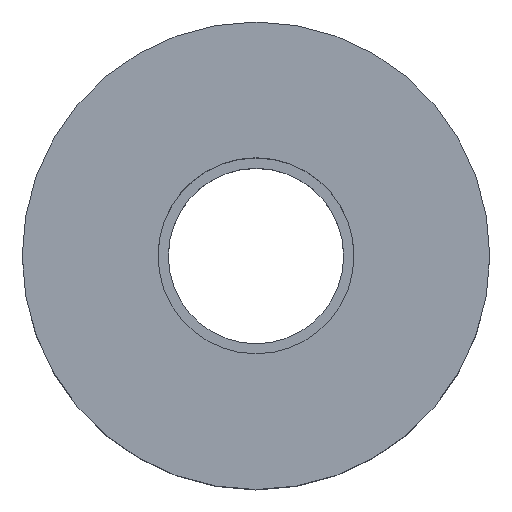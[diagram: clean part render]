
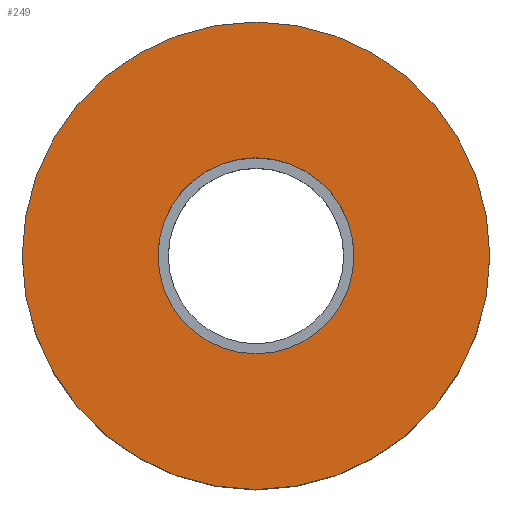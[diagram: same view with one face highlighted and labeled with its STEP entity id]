
A CAD part, top view. The second image highlights one B-rep face of the part: STEP entity #249.
In plain terms, the highlighted planar face has unit normal (0, 0, 1).
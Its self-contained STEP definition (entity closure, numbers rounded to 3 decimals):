
#109=PLANE('',#277);
#122=VERTEX_POINT('',#361);
#123=VERTEX_POINT('',#365);
#136=CIRCLE('',#272,16.764);
#137=CIRCLE('',#275,40.);
#150=EDGE_CURVE('',#122,#122,#136,.T.);
#151=EDGE_CURVE('',#123,#123,#137,.T.);
#173=ORIENTED_EDGE('',*,*,#150,.T.);
#174=ORIENTED_EDGE('',*,*,#151,.F.);
#201=EDGE_LOOP('',(#173));
#202=EDGE_LOOP('',(#174));
#229=FACE_BOUND('',#201,.T.);
#230=FACE_BOUND('',#202,.T.);
#249=ADVANCED_FACE('',(#229,#230),#109,.T.);
#272=AXIS2_PLACEMENT_3D('',#360,#317,#318);
#275=AXIS2_PLACEMENT_3D('',#364,#322,#323);
#277=AXIS2_PLACEMENT_3D('',#368,#326,$);
#317=DIRECTION('',(0.,0.,-1.));
#318=DIRECTION('',(0.,16.764,0.));
#322=DIRECTION('',(0.,0.,-1.));
#323=DIRECTION('',(40.,0.,0.));
#326=DIRECTION('',(0.,0.,1.));
#360=CARTESIAN_POINT('',(0.,0.,40.));
#361=CARTESIAN_POINT('',(0.,16.764,40.));
#364=CARTESIAN_POINT('',(0.,0.,40.));
#365=CARTESIAN_POINT('',(40.,0.,40.));
#368=CARTESIAN_POINT('',(0.,0.,40.));
